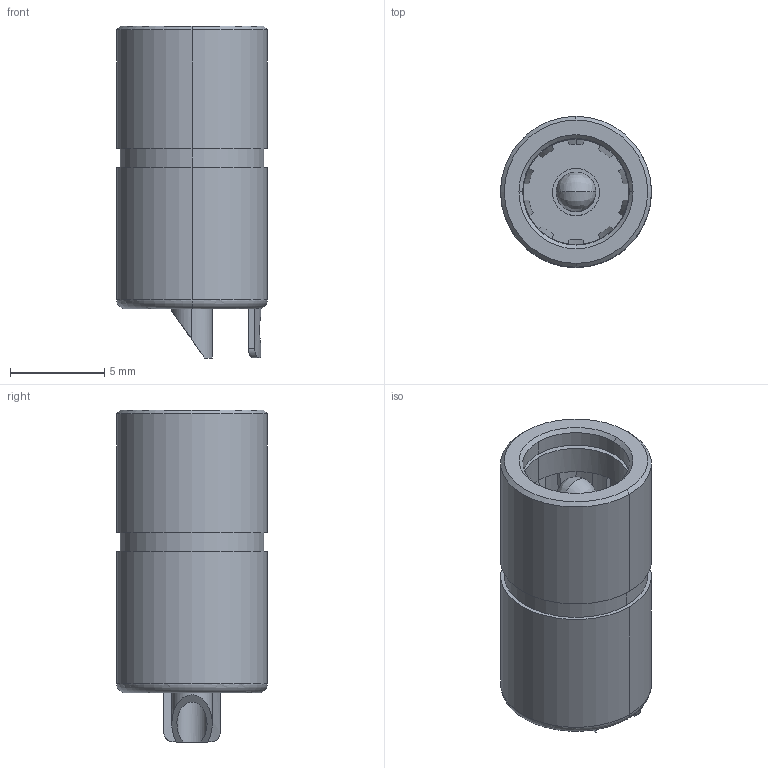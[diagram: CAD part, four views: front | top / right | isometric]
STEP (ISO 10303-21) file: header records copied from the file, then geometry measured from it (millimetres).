
FILE_DESCRIPTION (( 'STEP AP203' ), '1' );
FILE_NAME ('50-01012_revA.STEP', '2025-05-23T18:32:40', ( '' ), ( '' ), 'SwSTEP 2.0', 'SolidWorks 2021', '' );
FILE_SCHEMA (( 'CONFIG_CONTROL_DESIGN' ));
Length unit declared in the file: millimetre
Products named in the file (5): 50-01012 center pin_Center pin; 50-01012 insulator_Insulator; 50-01012 spring contact_Terminal; 50-01012_revA; 50-01012 shell_Shell
Assembly tree (4 placements, depth 2):
  50-01012_revA
    50-01012 center pin_Center pin
    50-01012 spring contact_Terminal
    50-01012 shell_Shell
    50-01012 insulator_Insulator
Bounding box: 8 x 8 x 17.6 mm (x, y, z)
Volume: 445.1 mm3; surface area: 1366.2 mm2
Topology: 4 solids, 4 shells, 160 faces, 408 edges, 237 vertices
Faces by surface type: plane 68, cylinder 50, bspline 28, torus 8, cone 6
Entity records: 6198 total; most frequent: CARTESIAN_POINT 1946, ORIENTED_EDGE 804, DIRECTION 796, EDGE_CURVE 402, AXIS2_PLACEMENT_3D 335, VERTEX_POINT 237, CIRCLE 196, EDGE_LOOP 175
